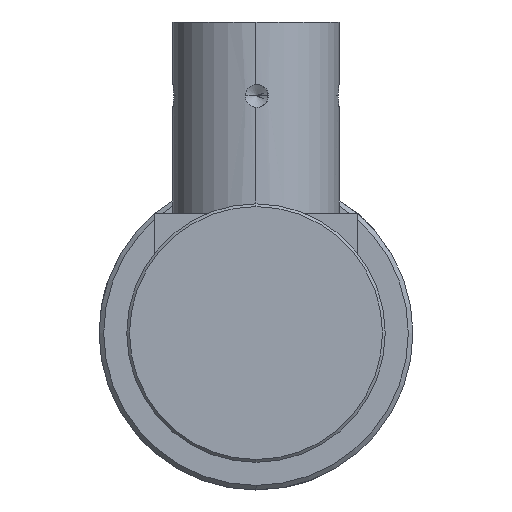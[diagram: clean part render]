
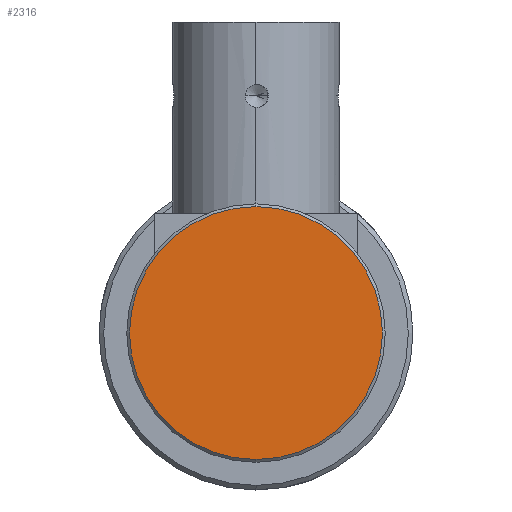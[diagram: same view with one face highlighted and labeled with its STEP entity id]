
A CAD part, left-side view. The second image highlights one B-rep face of the part: STEP entity #2316.
In plain terms, the highlighted planar face has unit normal (-1, 0, 0).
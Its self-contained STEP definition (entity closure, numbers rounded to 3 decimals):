
#85 = DIRECTION ( 'NONE',  ( 0., 0., -1. ) ) ;
#204 = DIRECTION ( 'NONE',  ( 0., 0., -1. ) ) ;
#332 = DIRECTION ( 'NONE',  ( -1., 0., 0. ) ) ;
#350 = EDGE_CURVE ( 'NONE', #1320, #1864, #1244, .T. ) ;
#387 = FACE_OUTER_BOUND ( 'NONE', #512, .T. ) ;
#391 = CIRCLE ( 'NONE', #1312, 13.7 ) ;
#408 = CARTESIAN_POINT ( 'NONE',  ( -234.8, 0., -13.7 ) ) ;
#492 = DIRECTION ( 'NONE',  ( 1., 0., 0. ) ) ;
#512 = EDGE_LOOP ( 'NONE', ( #2518, #2147 ) ) ;
#748 = DIRECTION ( 'NONE',  ( 0., 0., -1. ) ) ;
#920 = AXIS2_PLACEMENT_3D ( 'NONE', #1661, #492, #85 ) ;
#1067 = PLANE ( 'NONE',  #920 ) ;
#1244 = CIRCLE ( 'NONE', #2061, 13.7 ) ;
#1312 = AXIS2_PLACEMENT_3D ( 'NONE', #1899, #332, #748 ) ;
#1320 = VERTEX_POINT ( 'NONE', #1436 ) ;
#1377 = DIRECTION ( 'NONE',  ( -1., 0., 0. ) ) ;
#1408 = EDGE_CURVE ( 'NONE', #1864, #1320, #391, .T. ) ;
#1436 = CARTESIAN_POINT ( 'NONE',  ( -234.8, 0., 13.7 ) ) ;
#1661 = CARTESIAN_POINT ( 'NONE',  ( -234.8, -13.864, 13.864 ) ) ;
#1780 = CARTESIAN_POINT ( 'NONE',  ( -234.8, 0., 0. ) ) ;
#1864 = VERTEX_POINT ( 'NONE', #408 ) ;
#1899 = CARTESIAN_POINT ( 'NONE',  ( -234.8, 0., 0. ) ) ;
#2061 = AXIS2_PLACEMENT_3D ( 'NONE', #1780, #1377, #204 ) ;
#2147 = ORIENTED_EDGE ( 'NONE', *, *, #350, .T. ) ;
#2316 = ADVANCED_FACE ( 'NONE', ( #387 ), #1067, .F. ) ;
#2518 = ORIENTED_EDGE ( 'NONE', *, *, #1408, .T. ) ;
